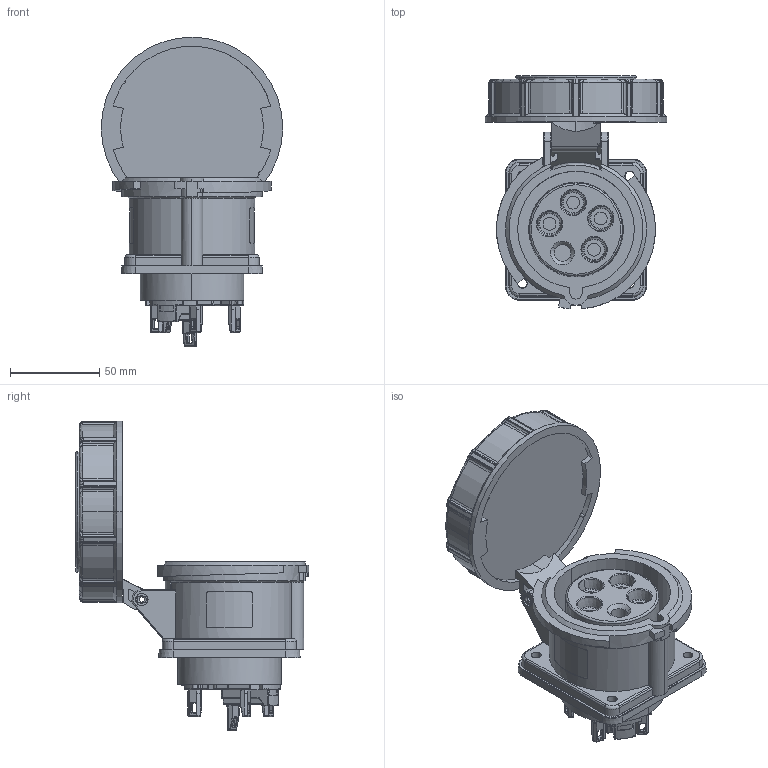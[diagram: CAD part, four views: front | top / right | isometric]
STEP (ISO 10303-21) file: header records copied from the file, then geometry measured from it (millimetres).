
FILE_DESCRIPTION (( 'STEP AP203' ), '1' );
FILE_NAME ('BRY530R7W.step', '2022-08-17T19:39:46', ( '' ), ( '' ), 'SwSTEP 2.0', 'SolidWorks 2021', '' );
FILE_SCHEMA (( 'CONFIG_CONTROL_DESIGN' ));
Products named in the file (1): BRY530R7W
Bounding box: 101.5 x 130.53 x 173.25 mm (x, y, z)
Volume: 402036.1 mm3; surface area: 88530.2 mm2
Topology: 2 solids, 2 shells, 1894 faces, 5095 edges, 3207 vertices
Faces by surface type: plane 660, cylinder 535, bspline 490, cone 137, torus 69, sphere 3
Entity records: 70267 total; most frequent: CARTESIAN_POINT 27642, ORIENTED_EDGE 10040, DIRECTION 7144, EDGE_CURVE 5020, VERTEX_POINT 3207, AXIS2_PLACEMENT_3D 2440, LINE 2264, VECTOR 2264
